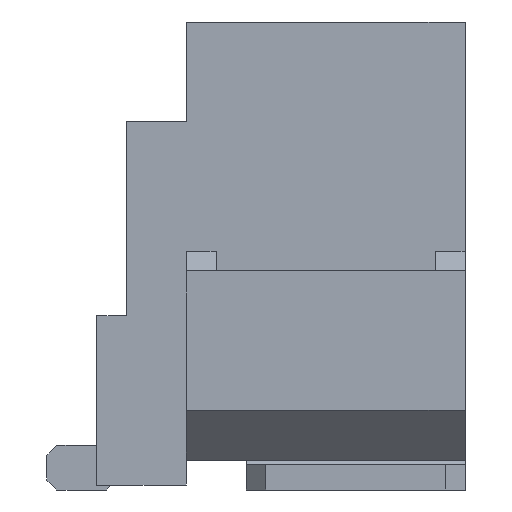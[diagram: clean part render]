
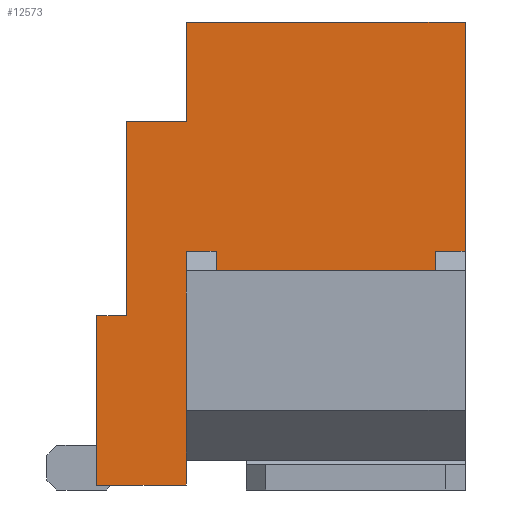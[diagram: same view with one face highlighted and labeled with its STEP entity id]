
A CAD part, left-side view. The second image highlights one B-rep face of the part: STEP entity #12573.
In plain terms, the highlighted planar face has unit normal (-1, 0, 0).
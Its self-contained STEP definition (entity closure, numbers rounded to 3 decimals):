
#10 = DIRECTION ( 'NONE',  ( 0., 0., -1. ) ) ;
#44 = VERTEX_POINT ( 'NONE', #8932 ) ;
#233 = VERTEX_POINT ( 'NONE', #8664 ) ;
#403 = ORIENTED_EDGE ( 'NONE', *, *, #7466, .T. ) ;
#593 = LINE ( 'NONE', #1915, #12933 ) ;
#618 = DIRECTION ( 'NONE',  ( 0., -1., 0. ) ) ;
#625 = VECTOR ( 'NONE', #15312, 1000. ) ;
#727 = DIRECTION ( 'NONE',  ( 0., -1., 0. ) ) ;
#838 = VECTOR ( 'NONE', #11866, 1000. ) ;
#845 = VERTEX_POINT ( 'NONE', #3633 ) ;
#968 = VERTEX_POINT ( 'NONE', #11088 ) ;
#974 = VERTEX_POINT ( 'NONE', #10981 ) ;
#1018 = VERTEX_POINT ( 'NONE', #15010 ) ;
#1192 = CARTESIAN_POINT ( 'NONE',  ( -5.875, 2.6, 4.7 ) ) ;
#1577 = LINE ( 'NONE', #6189, #7553 ) ;
#1679 = ORIENTED_EDGE ( 'NONE', *, *, #5304, .F. ) ;
#1737 = DIRECTION ( 'NONE',  ( 0., 1., 0. ) ) ;
#1797 = EDGE_CURVE ( 'NONE', #1018, #968, #12013, .T. ) ;
#1888 = VECTOR ( 'NONE', #10, 1000. ) ;
#1915 = CARTESIAN_POINT ( 'NONE',  ( -5.875, 1.7, 0.3 ) ) ;
#2099 = CARTESIAN_POINT ( 'NONE',  ( -5.875, -0.8, 2.4 ) ) ;
#2143 = VECTOR ( 'NONE', #6208, 1000. ) ;
#2289 = FACE_OUTER_BOUND ( 'NONE', #10432, .T. ) ;
#2474 = VECTOR ( 'NONE', #5541, 1000. ) ;
#2565 = CARTESIAN_POINT ( 'NONE',  ( -5.875, 1.7, 0.3 ) ) ;
#2843 = VERTEX_POINT ( 'NONE', #10242 ) ;
#2974 = LINE ( 'NONE', #8898, #6168 ) ;
#3230 = ORIENTED_EDGE ( 'NONE', *, *, #14144, .F. ) ;
#3449 = VECTOR ( 'NONE', #4805, 1000. ) ;
#3502 = CARTESIAN_POINT ( 'NONE',  ( -5.875, 1.7, 3.7 ) ) ;
#3595 = CARTESIAN_POINT ( 'NONE',  ( -5.875, 1.7, 0.05 ) ) ;
#3633 = CARTESIAN_POINT ( 'NONE',  ( -5.875, 2.6, 1.75 ) ) ;
#4291 = ORIENTED_EDGE ( 'NONE', *, *, #12050, .T. ) ;
#4344 = VERTEX_POINT ( 'NONE', #8252 ) ;
#4473 = DIRECTION ( 'NONE',  ( 0., 0., 1. ) ) ;
#4780 = DIRECTION ( 'NONE',  ( 0., 0., -1. ) ) ;
#4805 = DIRECTION ( 'NONE',  ( 0., 0., 1. ) ) ;
#4817 = DIRECTION ( 'NONE',  ( 1., 0., 0. ) ) ;
#5304 = EDGE_CURVE ( 'NONE', #44, #4344, #9975, .T. ) ;
#5541 = DIRECTION ( 'NONE',  ( 0., 0., 1. ) ) ;
#5546 = DIRECTION ( 'NONE',  ( 0., 0., 1. ) ) ;
#5995 = VERTEX_POINT ( 'NONE', #8767 ) ;
#6050 = VECTOR ( 'NONE', #618, 1000. ) ;
#6168 = VECTOR ( 'NONE', #1737, 1000. ) ;
#6189 = CARTESIAN_POINT ( 'NONE',  ( -5.875, 1.7, 2.4 ) ) ;
#6201 = ORIENTED_EDGE ( 'NONE', *, *, #6968, .F. ) ;
#6208 = DIRECTION ( 'NONE',  ( 0., 1., 0. ) ) ;
#6265 = CARTESIAN_POINT ( 'NONE',  ( -5.875, 2.6, 0.05 ) ) ;
#6819 = EDGE_CURVE ( 'NONE', #11801, #1018, #10128, .T. ) ;
#6968 = EDGE_CURVE ( 'NONE', #11801, #2843, #8247, .T. ) ;
#7157 = CARTESIAN_POINT ( 'NONE',  ( -5.875, -0.8, 4.7 ) ) ;
#7158 = CARTESIAN_POINT ( 'NONE',  ( -5.875, 1.4, 4.7 ) ) ;
#7435 = LINE ( 'NONE', #15053, #13472 ) ;
#7466 = EDGE_CURVE ( 'NONE', #14490, #9336, #593, .T. ) ;
#7553 = VECTOR ( 'NONE', #8614, 1000. ) ;
#7748 = LINE ( 'NONE', #14174, #13776 ) ;
#7801 = AXIS2_PLACEMENT_3D ( 'NONE', #1192, #4817, #13189 ) ;
#8175 = DIRECTION ( 'NONE',  ( 0., -1., 0. ) ) ;
#8240 = ORIENTED_EDGE ( 'NONE', *, *, #14070, .T. ) ;
#8247 = LINE ( 'NONE', #7157, #1888 ) ;
#8252 = CARTESIAN_POINT ( 'NONE',  ( -5.875, 1.7, 4.7 ) ) ;
#8297 = ORIENTED_EDGE ( 'NONE', *, *, #9172, .T. ) ;
#8614 = DIRECTION ( 'NONE',  ( 0., -1., 0. ) ) ;
#8642 = CARTESIAN_POINT ( 'NONE',  ( -5.875, 1.7, 2.4 ) ) ;
#8664 = CARTESIAN_POINT ( 'NONE',  ( -5.875, 2.6, 0.05 ) ) ;
#8767 = CARTESIAN_POINT ( 'NONE',  ( -5.875, 2.3, 3.7 ) ) ;
#8775 = VERTEX_POINT ( 'NONE', #13390 ) ;
#8841 = LINE ( 'NONE', #11218, #2474 ) ;
#8885 = VECTOR ( 'NONE', #4780, 1000. ) ;
#8898 = CARTESIAN_POINT ( 'NONE',  ( -5.875, 2.3, 1.75 ) ) ;
#8912 = EDGE_CURVE ( 'NONE', #233, #845, #8841, .T. ) ;
#8932 = CARTESIAN_POINT ( 'NONE',  ( -5.875, 1.7, 3.7 ) ) ;
#8950 = CARTESIAN_POINT ( 'NONE',  ( -5.875, 1.4, 1.7 ) ) ;
#9037 = LINE ( 'NONE', #12842, #15073 ) ;
#9172 = EDGE_CURVE ( 'NONE', #13175, #14490, #12993, .T. ) ;
#9259 = LINE ( 'NONE', #7158, #8885 ) ;
#9336 = VERTEX_POINT ( 'NONE', #8642 ) ;
#9460 = EDGE_CURVE ( 'NONE', #974, #2843, #9572, .T. ) ;
#9572 = LINE ( 'NONE', #8950, #6050 ) ;
#9975 = LINE ( 'NONE', #3502, #838 ) ;
#10128 = LINE ( 'NONE', #11729, #625 ) ;
#10147 = ORIENTED_EDGE ( 'NONE', *, *, #15520, .F. ) ;
#10242 = CARTESIAN_POINT ( 'NONE',  ( -5.875, -0.8, 1.7 ) ) ;
#10432 = EDGE_LOOP ( 'NONE', ( #4291, #11360, #13986, #6201, #10513, #10597, #10147, #1679, #3230, #13710, #8240, #15481, #13920, #8297, #403 ) ) ;
#10513 = ORIENTED_EDGE ( 'NONE', *, *, #6819, .T. ) ;
#10523 = VERTEX_POINT ( 'NONE', #13458 ) ;
#10597 = ORIENTED_EDGE ( 'NONE', *, *, #1797, .T. ) ;
#10749 = CARTESIAN_POINT ( 'NONE',  ( -5.875, 1.7, 0.05 ) ) ;
#10977 = DIRECTION ( 'NONE',  ( 0., 0., 1. ) ) ;
#10981 = CARTESIAN_POINT ( 'NONE',  ( -5.875, 1.4, 1.7 ) ) ;
#11088 = CARTESIAN_POINT ( 'NONE',  ( -5.875, -1.1, 4.7 ) ) ;
#11218 = CARTESIAN_POINT ( 'NONE',  ( -5.875, 2.6, 4.7 ) ) ;
#11325 = LINE ( 'NONE', #6265, #2143 ) ;
#11360 = ORIENTED_EDGE ( 'NONE', *, *, #11970, .T. ) ;
#11478 = EDGE_CURVE ( 'NONE', #13175, #233, #11325, .T. ) ;
#11729 = CARTESIAN_POINT ( 'NONE',  ( -5.875, 1.7, 2.4 ) ) ;
#11765 = EDGE_CURVE ( 'NONE', #10523, #5995, #9037, .T. ) ;
#11801 = VERTEX_POINT ( 'NONE', #2099 ) ;
#11866 = DIRECTION ( 'NONE',  ( 0., 0., 1. ) ) ;
#11966 = PLANE ( 'NONE',  #7801 ) ;
#11970 = EDGE_CURVE ( 'NONE', #8775, #974, #9259, .T. ) ;
#12013 = LINE ( 'NONE', #12084, #14862 ) ;
#12050 = EDGE_CURVE ( 'NONE', #9336, #8775, #1577, .T. ) ;
#12084 = CARTESIAN_POINT ( 'NONE',  ( -5.875, -1.1, 4.7 ) ) ;
#12573 = ADVANCED_FACE ( 'NONE', ( #2289 ), #11966, .F. ) ;
#12842 = CARTESIAN_POINT ( 'NONE',  ( -5.875, 2.3, 1.75 ) ) ;
#12933 = VECTOR ( 'NONE', #5546, 1000. ) ;
#12993 = LINE ( 'NONE', #3595, #3449 ) ;
#13175 = VERTEX_POINT ( 'NONE', #10749 ) ;
#13189 = DIRECTION ( 'NONE',  ( 0., 0., -1. ) ) ;
#13390 = CARTESIAN_POINT ( 'NONE',  ( -5.875, 1.4, 2.4 ) ) ;
#13458 = CARTESIAN_POINT ( 'NONE',  ( -5.875, 2.3, 1.75 ) ) ;
#13472 = VECTOR ( 'NONE', #727, 1000. ) ;
#13710 = ORIENTED_EDGE ( 'NONE', *, *, #11765, .F. ) ;
#13776 = VECTOR ( 'NONE', #8175, 1000. ) ;
#13920 = ORIENTED_EDGE ( 'NONE', *, *, #11478, .F. ) ;
#13986 = ORIENTED_EDGE ( 'NONE', *, *, #9460, .T. ) ;
#14070 = EDGE_CURVE ( 'NONE', #10523, #845, #2974, .T. ) ;
#14144 = EDGE_CURVE ( 'NONE', #5995, #44, #7435, .T. ) ;
#14174 = CARTESIAN_POINT ( 'NONE',  ( -5.875, 2.6, 4.7 ) ) ;
#14490 = VERTEX_POINT ( 'NONE', #2565 ) ;
#14862 = VECTOR ( 'NONE', #10977, 1000. ) ;
#15010 = CARTESIAN_POINT ( 'NONE',  ( -5.875, -1.1, 2.4 ) ) ;
#15053 = CARTESIAN_POINT ( 'NONE',  ( -5.875, 2.3, 3.7 ) ) ;
#15073 = VECTOR ( 'NONE', #4473, 1000. ) ;
#15312 = DIRECTION ( 'NONE',  ( 0., -1., 0. ) ) ;
#15481 = ORIENTED_EDGE ( 'NONE', *, *, #8912, .F. ) ;
#15520 = EDGE_CURVE ( 'NONE', #4344, #968, #7748, .T. ) ;
